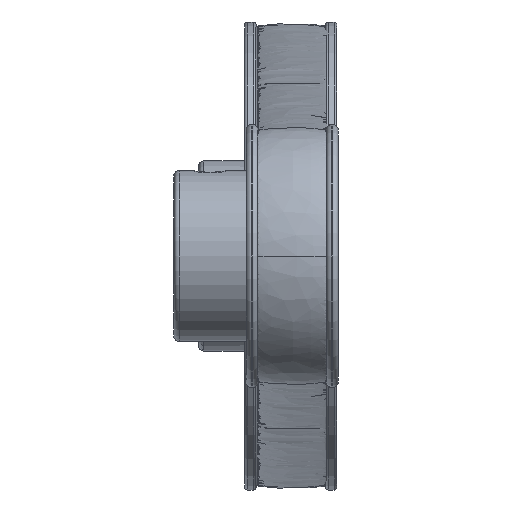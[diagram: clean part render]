
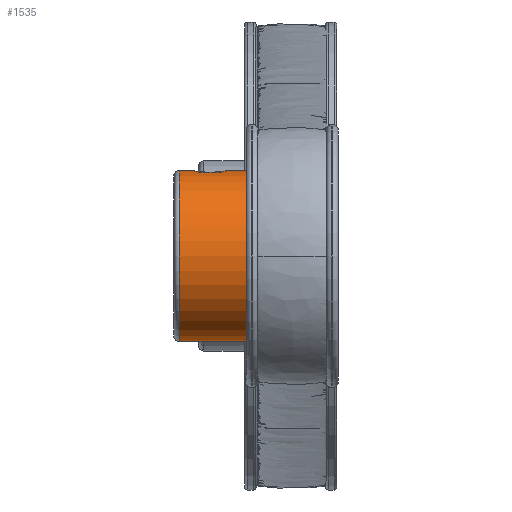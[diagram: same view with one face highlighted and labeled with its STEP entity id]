
A CAD part, front view. The second image highlights one B-rep face of the part: STEP entity #1535.
In plain terms, the highlighted cylindrical face has radius 20.637 mm (diameter 41.275 mm), a full revolution.
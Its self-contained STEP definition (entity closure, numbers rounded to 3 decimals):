
#72=FACE_BOUND('',#414,.T.);
#73=FACE_BOUND('',#415,.T.);
#89=CYLINDRICAL_SURFACE('',#1715,20.638);
#114=LINE('',#2620,#184);
#184=VECTOR('',#2026,20.638);
#311=FACE_OUTER_BOUND('',#413,.T.);
#413=EDGE_LOOP('',(#1138,#1139,#1140,#1141,#1142));
#414=EDGE_LOOP('',(#1143,#1144));
#415=EDGE_LOOP('',(#1145,#1146));
#502=B_SPLINE_CURVE_WITH_KNOTS('',3,(#2367,#2368,#2369,#2370,#2371,#2372,
#2373,#2374,#2375,#2376,#2377,#2378,#2379,#2380,#2381,#2382,#2383,#2384),
 .UNSPECIFIED.,.F.,.F.,(4,2,2,2,2,2,2,2,4),(-2.515,-2.36,
-2.204,-2.045,-1.887,-1.728,
-1.569,-1.413,-1.258),.UNSPECIFIED.);
#503=B_SPLINE_CURVE_WITH_KNOTS('',3,(#2390,#2391,#2392,#2393,#2394,#2395,
#2396,#2397,#2398,#2399,#2400,#2401,#2402,#2403,#2404,#2405,#2406,#2407),
 .UNSPECIFIED.,.F.,.F.,(4,2,2,2,2,2,2,2,4),(-1.258,-1.102,
-0.947,-0.788,-0.629,-0.47,
-0.311,-0.155,0.),.UNSPECIFIED.);
#508=B_SPLINE_CURVE_WITH_KNOTS('',3,(#2621,#2622,#2623,#2624,#2625,#2626,
#2627,#2628,#2629,#2630,#2631,#2632,#2633,#2634,#2635,#2636,#2637,#2638),
 .UNSPECIFIED.,.F.,.F.,(4,2,2,2,2,2,2,2,4),(0.,0.155,0.311,
0.47,0.629,0.788,0.947,
1.102,1.258),.UNSPECIFIED.);
#509=B_SPLINE_CURVE_WITH_KNOTS('',3,(#2639,#2640,#2641,#2642,#2643,#2644,
#2645,#2646,#2647,#2648,#2649,#2650,#2651,#2652,#2653,#2654,#2655,#2656),
 .UNSPECIFIED.,.F.,.F.,(4,2,2,2,2,2,2,2,4),(-2.515,-2.36,
-2.204,-2.045,-1.887,-1.728,
-1.569,-1.413,-1.258),.UNSPECIFIED.);
#523=CIRCLE('',#1654,20.638);
#542=CIRCLE('',#1678,20.638);
#543=CIRCLE('',#1679,20.638);
#637=VERTEX_POINT('',#2364);
#638=VERTEX_POINT('',#2365);
#639=VERTEX_POINT('',#2386);
#641=VERTEX_POINT('',#2389);
#650=VERTEX_POINT('',#2436);
#664=VERTEX_POINT('',#2474);
#665=VERTEX_POINT('',#2475);
#780=EDGE_CURVE('',#637,#638,#502,.T.);
#782=EDGE_CURVE('',#639,#641,#503,.T.);
#792=EDGE_CURVE('',#650,#650,#523,.T.);
#811=EDGE_CURVE('',#664,#665,#542,.T.);
#812=EDGE_CURVE('',#665,#664,#543,.T.);
#856=EDGE_CURVE('',#664,#650,#114,.T.);
#857=EDGE_CURVE('',#638,#637,#508,.F.);
#858=EDGE_CURVE('',#641,#639,#509,.T.);
#1138=ORIENTED_EDGE('',*,*,#811,.T.);
#1139=ORIENTED_EDGE('',*,*,#812,.T.);
#1140=ORIENTED_EDGE('',*,*,#856,.T.);
#1141=ORIENTED_EDGE('',*,*,#792,.T.);
#1142=ORIENTED_EDGE('',*,*,#856,.F.);
#1143=ORIENTED_EDGE('',*,*,#780,.F.);
#1144=ORIENTED_EDGE('',*,*,#857,.F.);
#1145=ORIENTED_EDGE('',*,*,#782,.F.);
#1146=ORIENTED_EDGE('',*,*,#858,.F.);
#1535=ADVANCED_FACE('',(#311,#72,#73),#89,.T.);
#1654=AXIS2_PLACEMENT_3D('',#2437,#1885,#1886);
#1678=AXIS2_PLACEMENT_3D('',#2476,#1933,#1934);
#1679=AXIS2_PLACEMENT_3D('',#2477,#1935,#1936);
#1715=AXIS2_PLACEMENT_3D('',#2619,#2024,#2025);
#1885=DIRECTION('center_axis',(0.,0.,1.));
#1886=DIRECTION('ref_axis',(1.,0.,0.));
#1933=DIRECTION('center_axis',(0.,0.,-1.));
#1934=DIRECTION('ref_axis',(-1.,0.,0.));
#1935=DIRECTION('center_axis',(0.,0.,-1.));
#1936=DIRECTION('ref_axis',(-1.,0.,0.));
#2024=DIRECTION('center_axis',(0.,0.,1.));
#2025=DIRECTION('ref_axis',(1.,0.,0.));
#2026=DIRECTION('',(0.,0.,-1.));
#2364=CARTESIAN_POINT('',(20.252,-3.969,11.113));
#2365=CARTESIAN_POINT('',(20.252,3.969,11.113));
#2367=CARTESIAN_POINT('Ctrl Pts',(20.252,-3.969,11.113));
#2368=CARTESIAN_POINT('Ctrl Pts',(20.252,-3.969,10.594));
#2369=CARTESIAN_POINT('Ctrl Pts',(20.271,-3.879,10.038));
#2370=CARTESIAN_POINT('Ctrl Pts',(20.339,-3.504,8.998));
#2371=CARTESIAN_POINT('Ctrl Pts',(20.388,-3.219,8.515));
#2372=CARTESIAN_POINT('Ctrl Pts',(20.484,-2.538,7.724));
#2373=CARTESIAN_POINT('Ctrl Pts',(20.538,-2.09,7.366));
#2374=CARTESIAN_POINT('Ctrl Pts',(20.615,-1.087,6.883));
#2375=CARTESIAN_POINT('Ctrl Pts',(20.638,-0.53,6.759));
#2376=CARTESIAN_POINT('Ctrl Pts',(20.638,0.53,6.759));
#2377=CARTESIAN_POINT('Ctrl Pts',(20.615,1.087,6.883));
#2378=CARTESIAN_POINT('Ctrl Pts',(20.538,2.09,7.366));
#2379=CARTESIAN_POINT('Ctrl Pts',(20.484,2.538,7.724));
#2380=CARTESIAN_POINT('Ctrl Pts',(20.388,3.219,8.515));
#2381=CARTESIAN_POINT('Ctrl Pts',(20.339,3.504,8.998));
#2382=CARTESIAN_POINT('Ctrl Pts',(20.271,3.879,10.038));
#2383=CARTESIAN_POINT('Ctrl Pts',(20.252,3.969,10.594));
#2384=CARTESIAN_POINT('Ctrl Pts',(20.252,3.969,11.113));
#2386=CARTESIAN_POINT('',(-3.969,20.252,11.113));
#2389=CARTESIAN_POINT('',(3.969,20.252,11.113));
#2390=CARTESIAN_POINT('Ctrl Pts',(-3.969,20.252,11.113));
#2391=CARTESIAN_POINT('Ctrl Pts',(-3.969,20.252,11.631));
#2392=CARTESIAN_POINT('Ctrl Pts',(-3.879,20.271,12.187));
#2393=CARTESIAN_POINT('Ctrl Pts',(-3.504,20.339,13.227));
#2394=CARTESIAN_POINT('Ctrl Pts',(-3.219,20.388,13.71));
#2395=CARTESIAN_POINT('Ctrl Pts',(-2.538,20.484,14.501));
#2396=CARTESIAN_POINT('Ctrl Pts',(-2.09,20.538,14.859));
#2397=CARTESIAN_POINT('Ctrl Pts',(-1.087,20.615,15.342));
#2398=CARTESIAN_POINT('Ctrl Pts',(-0.53,20.638,15.466));
#2399=CARTESIAN_POINT('Ctrl Pts',(0.53,20.638,15.466));
#2400=CARTESIAN_POINT('Ctrl Pts',(1.087,20.615,15.342));
#2401=CARTESIAN_POINT('Ctrl Pts',(2.09,20.538,14.859));
#2402=CARTESIAN_POINT('Ctrl Pts',(2.538,20.484,14.501));
#2403=CARTESIAN_POINT('Ctrl Pts',(3.219,20.388,13.71));
#2404=CARTESIAN_POINT('Ctrl Pts',(3.504,20.339,13.227));
#2405=CARTESIAN_POINT('Ctrl Pts',(3.879,20.271,12.187));
#2406=CARTESIAN_POINT('Ctrl Pts',(3.969,20.252,11.631));
#2407=CARTESIAN_POINT('Ctrl Pts',(3.969,20.252,11.113));
#2436=CARTESIAN_POINT('',(-20.638,0.,2.253));
#2437=CARTESIAN_POINT('Origin',(0.,0.,2.253));
#2474=CARTESIAN_POINT('',(-20.638,0.,18.574));
#2475=CARTESIAN_POINT('',(20.638,0.,18.574));
#2476=CARTESIAN_POINT('Origin',(0.,0.,18.574));
#2477=CARTESIAN_POINT('Origin',(0.,0.,18.574));
#2619=CARTESIAN_POINT('Origin',(0.,0.,19.844));
#2620=CARTESIAN_POINT('',(-20.638,0.,19.844));
#2621=CARTESIAN_POINT('Ctrl Pts',(20.252,-3.969,11.113));
#2622=CARTESIAN_POINT('Ctrl Pts',(20.252,-3.969,11.631));
#2623=CARTESIAN_POINT('Ctrl Pts',(20.271,-3.879,12.187));
#2624=CARTESIAN_POINT('Ctrl Pts',(20.339,-3.504,13.227));
#2625=CARTESIAN_POINT('Ctrl Pts',(20.388,-3.219,13.71));
#2626=CARTESIAN_POINT('Ctrl Pts',(20.484,-2.538,14.501));
#2627=CARTESIAN_POINT('Ctrl Pts',(20.538,-2.09,14.859));
#2628=CARTESIAN_POINT('Ctrl Pts',(20.615,-1.087,15.342));
#2629=CARTESIAN_POINT('Ctrl Pts',(20.638,-0.53,15.466));
#2630=CARTESIAN_POINT('Ctrl Pts',(20.638,0.53,15.466));
#2631=CARTESIAN_POINT('Ctrl Pts',(20.615,1.087,15.342));
#2632=CARTESIAN_POINT('Ctrl Pts',(20.538,2.09,14.859));
#2633=CARTESIAN_POINT('Ctrl Pts',(20.484,2.538,14.501));
#2634=CARTESIAN_POINT('Ctrl Pts',(20.388,3.219,13.71));
#2635=CARTESIAN_POINT('Ctrl Pts',(20.339,3.504,13.227));
#2636=CARTESIAN_POINT('Ctrl Pts',(20.271,3.879,12.187));
#2637=CARTESIAN_POINT('Ctrl Pts',(20.252,3.969,11.631));
#2638=CARTESIAN_POINT('Ctrl Pts',(20.252,3.969,11.113));
#2639=CARTESIAN_POINT('Ctrl Pts',(3.969,20.252,11.113));
#2640=CARTESIAN_POINT('Ctrl Pts',(3.969,20.252,10.594));
#2641=CARTESIAN_POINT('Ctrl Pts',(3.879,20.271,10.038));
#2642=CARTESIAN_POINT('Ctrl Pts',(3.504,20.339,8.998));
#2643=CARTESIAN_POINT('Ctrl Pts',(3.219,20.388,8.515));
#2644=CARTESIAN_POINT('Ctrl Pts',(2.538,20.484,7.724));
#2645=CARTESIAN_POINT('Ctrl Pts',(2.09,20.538,7.366));
#2646=CARTESIAN_POINT('Ctrl Pts',(1.087,20.615,6.883));
#2647=CARTESIAN_POINT('Ctrl Pts',(0.53,20.638,6.759));
#2648=CARTESIAN_POINT('Ctrl Pts',(-0.53,20.638,6.759));
#2649=CARTESIAN_POINT('Ctrl Pts',(-1.087,20.615,6.883));
#2650=CARTESIAN_POINT('Ctrl Pts',(-2.09,20.538,7.366));
#2651=CARTESIAN_POINT('Ctrl Pts',(-2.538,20.484,7.724));
#2652=CARTESIAN_POINT('Ctrl Pts',(-3.219,20.388,8.515));
#2653=CARTESIAN_POINT('Ctrl Pts',(-3.504,20.339,8.998));
#2654=CARTESIAN_POINT('Ctrl Pts',(-3.879,20.271,10.038));
#2655=CARTESIAN_POINT('Ctrl Pts',(-3.969,20.252,10.594));
#2656=CARTESIAN_POINT('Ctrl Pts',(-3.969,20.252,11.113));
